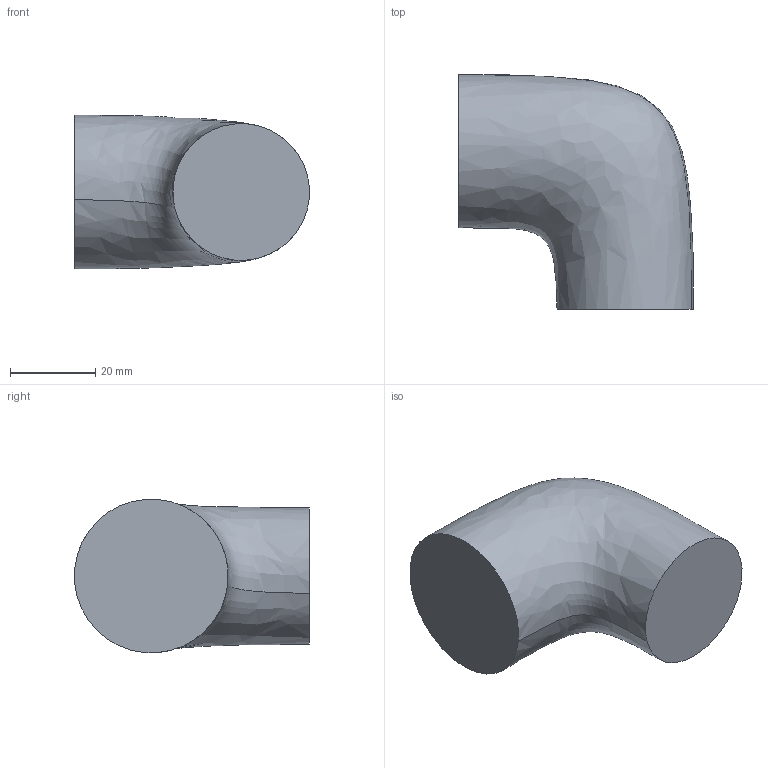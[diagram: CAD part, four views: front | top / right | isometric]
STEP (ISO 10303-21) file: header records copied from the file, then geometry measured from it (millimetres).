
FILE_DESCRIPTION (( 'STEP AP203' ), '1' );
FILE_NAME ('p7_Default_sldprt.STEP', '2024-01-07T19:18:56', ( '' ), ( '' ), 'SwSTEP 2.0', 'SolidWorks 2021', '' );
FILE_SCHEMA (( 'CONFIG_CONTROL_DESIGN' ));
Length unit declared in the file: millimetre
Products named in the file (1): p7_Default_sldprt
Bounding box: 54.98 x 54.95 x 35.89 mm (x, y, z)
Volume: 64273.8 mm3; surface area: 9200.5 mm2
Topology: 1 solids, 1 shells, 4 faces, 6 edges, 4 vertices
Faces by surface type: bspline 2, plane 2
Entity records: 309 total; most frequent: CARTESIAN_POINT 163, DIRECTION 14, ORIENTED_EDGE 12, PERSON_AND_ORGANIZATION 8, AXIS2_PLACEMENT_3D 7, EDGE_CURVE 6, CC_DESIGN_PERSON_AND_ORGANIZATION_ASSIGNMENT 5, COORDINATED_UNIVERSAL_TIME_OFFSET 5
